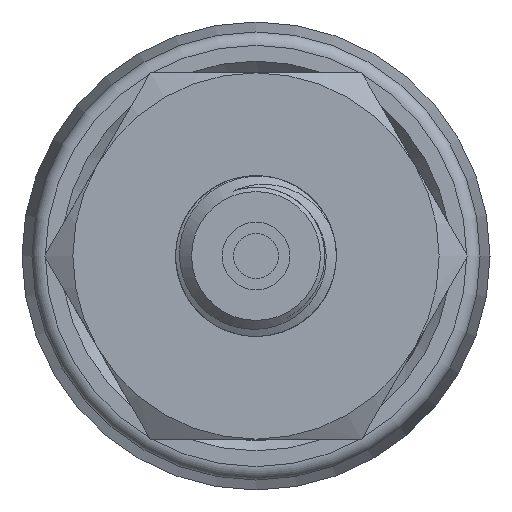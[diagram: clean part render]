
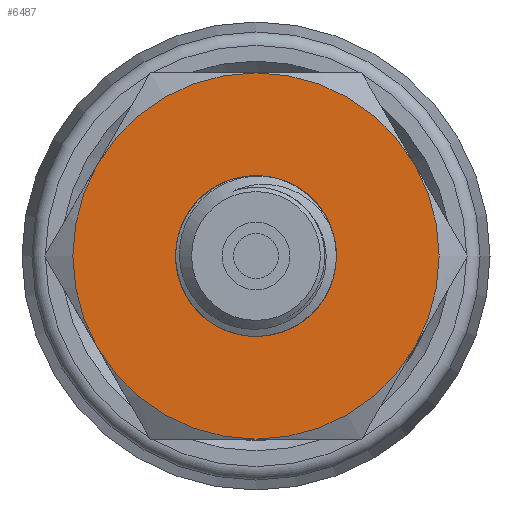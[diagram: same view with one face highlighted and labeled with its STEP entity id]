
A CAD part, left-side view. The second image highlights one B-rep face of the part: STEP entity #6487.
In plain terms, the highlighted planar face has unit normal (-1, 0, 0).
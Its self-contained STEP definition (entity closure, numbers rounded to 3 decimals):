
#104=PLANE('',#6799);
#375=FACE_BOUND('',#1098,.T.);
#719=FACE_OUTER_BOUND('',#1097,.T.);
#1097=EDGE_LOOP('',(#5881));
#1098=EDGE_LOOP('',(#5882));
#1258=CIRCLE('',#6782,5.9);
#1265=CIRCLE('',#6797,13.5);
#3062=VERTEX_POINT('',#20272);
#3067=VERTEX_POINT('',#20984);
#4009=EDGE_CURVE('',#3062,#3062,#1258,.T.);
#4021=EDGE_CURVE('',#3067,#3067,#1265,.T.);
#5881=ORIENTED_EDGE('',*,*,#4021,.F.);
#5882=ORIENTED_EDGE('',*,*,#4009,.T.);
#6487=ADVANCED_FACE('',(#719,#375),#104,.T.);
#6782=AXIS2_PLACEMENT_3D('',#20273,#7644,#7645);
#6797=AXIS2_PLACEMENT_3D('',#20986,#7678,#7679);
#6799=AXIS2_PLACEMENT_3D('',#20988,#7682,#7683);
#7644=DIRECTION('center_axis',(1.,0.,0.));
#7645=DIRECTION('ref_axis',(0.,0.,-1.));
#7678=DIRECTION('center_axis',(1.,0.,0.));
#7679=DIRECTION('ref_axis',(0.,0.,-1.));
#7682=DIRECTION('center_axis',(-1.,0.,0.));
#7683=DIRECTION('ref_axis',(0.,0.,1.));
#20272=CARTESIAN_POINT('',(-47.,0.,5.9));
#20273=CARTESIAN_POINT('Origin',(-47.,0.,0.));
#20984=CARTESIAN_POINT('',(-47.,-13.5,0.));
#20986=CARTESIAN_POINT('Origin',(-47.,0.,0.));
#20988=CARTESIAN_POINT('Origin',(-47.,13.5,0.));
